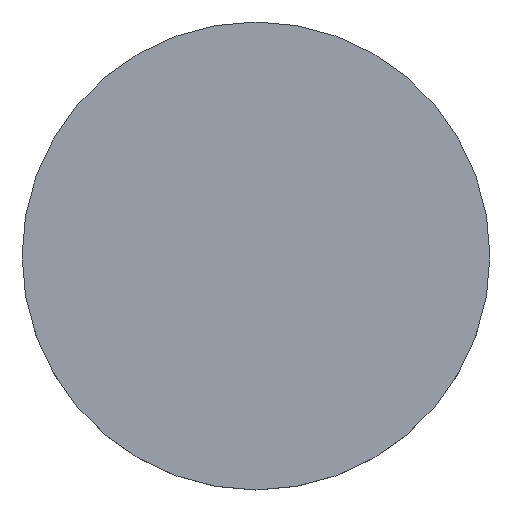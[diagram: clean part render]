
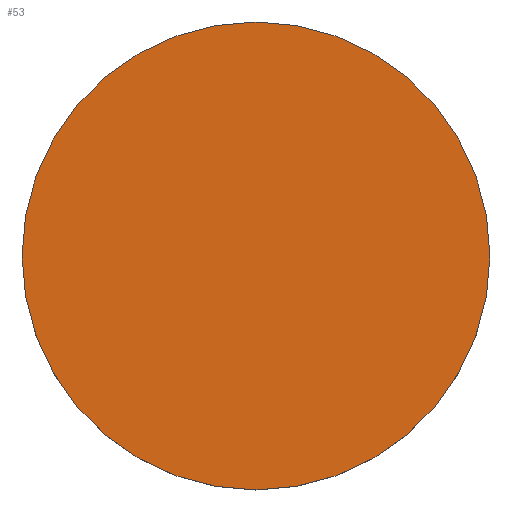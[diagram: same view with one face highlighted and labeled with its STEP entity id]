
A CAD part, top view. The second image highlights one B-rep face of the part: STEP entity #53.
In plain terms, the highlighted planar face has unit normal (0, 0, 1).
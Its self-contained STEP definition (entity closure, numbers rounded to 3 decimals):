
#1 = CARTESIAN_POINT ( 'NONE',  ( -4., 0., 1. ) ) ;
#7 = DIRECTION ( 'NONE',  ( 0., 0., 1. ) ) ;
#23 = CARTESIAN_POINT ( 'NONE',  ( 0., 0., 1. ) ) ;
#25 = FACE_OUTER_BOUND ( 'NONE', #121, .T. ) ;
#27 = DIRECTION ( 'NONE',  ( 1., 0., 0. ) ) ;
#33 = CARTESIAN_POINT ( 'NONE',  ( 0., 0., 1. ) ) ;
#37 = PLANE ( 'NONE',  #66 ) ;
#50 = DIRECTION ( 'NONE',  ( 1., 0., 0. ) ) ;
#52 = DIRECTION ( 'NONE',  ( 0., 0., 1. ) ) ;
#53 = ADVANCED_FACE ( 'NONE', ( #25 ), #37, .T. ) ;
#55 = AXIS2_PLACEMENT_3D ( 'NONE', #23, #7, #27 ) ;
#57 = EDGE_CURVE ( 'NONE', #83, #111, #94, .T. ) ;
#66 = AXIS2_PLACEMENT_3D ( 'NONE', #79, #69, #104 ) ;
#69 = DIRECTION ( 'NONE',  ( 0., 0., 1. ) ) ;
#74 = ORIENTED_EDGE ( 'NONE', *, *, #57, .T. ) ;
#75 = CIRCLE ( 'NONE', #85, 4. ) ;
#79 = CARTESIAN_POINT ( 'NONE',  ( 0., 0., 1. ) ) ;
#83 = VERTEX_POINT ( 'NONE', #1 ) ;
#85 = AXIS2_PLACEMENT_3D ( 'NONE', #33, #52, #50 ) ;
#86 = EDGE_CURVE ( 'NONE', #111, #83, #75, .T. ) ;
#94 = CIRCLE ( 'NONE', #55, 4. ) ;
#96 = CARTESIAN_POINT ( 'NONE',  ( 4., 0., 1. ) ) ;
#104 = DIRECTION ( 'NONE',  ( 1., 0., 0. ) ) ;
#108 = ORIENTED_EDGE ( 'NONE', *, *, #86, .T. ) ;
#111 = VERTEX_POINT ( 'NONE', #96 ) ;
#121 = EDGE_LOOP ( 'NONE', ( #74, #108 ) ) ;
